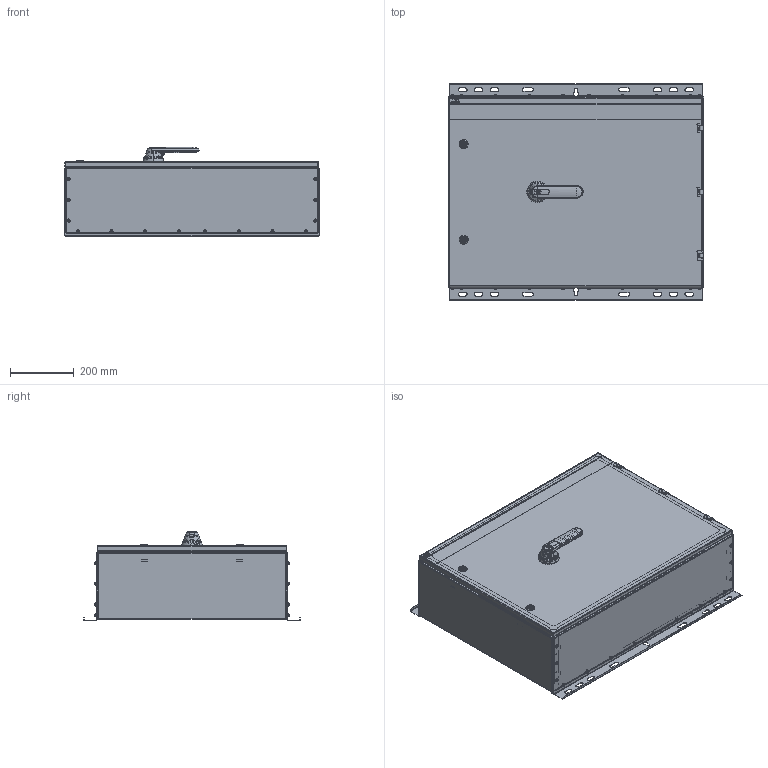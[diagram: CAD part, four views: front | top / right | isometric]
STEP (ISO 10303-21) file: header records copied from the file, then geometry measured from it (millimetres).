
FILE_DESCRIPTION((''),'2;1');
FILE_NAME('OT200KLUU6AZ_S14JPG_ASM','2018-02-28T',('FIMABER1'),(''),'CREO PARAMETRIC BY PTC INC, 2017170','CREO PARAMETRIC BY PTC INC, 2017170','');
FILE_SCHEMA(('CONFIG_CONTROL_DESIGN'));
Products named in the file (24): MSCZL862CC_OMA; MSCZK86CC_OMA; MSCZY51_OMA; FPTNM5X8X-KOM_TX; OEZXL_5_BA_1; OEZXL_5_AA_1; OEZXL_5C_1; OEZXL5_OMA_ASM; FPTTM5X12X_TORX_1; YKLW3776_OMA; OTKM862_OMA_ASM; OEZXL7_OMA; MSCZNE820CC_OMA; FPTNM5X12_TX_IDEAS_A; CXBY68341-IDEAS_; CXBY_68340_8; CXBY_68339P3_9_; 001533_1_; CXBY_68344P5_13; CXBY_68345P4_9_; SONICLOCKM4X7_5_1; OH_145J_P306_3_OMA_ASM; OH_145J_-IDEAS_OMA_ASM; OT200KLUU6AZ_S14JPG_ASM
Assembly tree (65 placements, depth 4):
  OT200KLUU6AZ_S14JPG_ASM
    OTKM862_OMA_ASM
      MSCZL862CC_OMA
      MSCZK86CC_OMA
      MSCZY51_OMA  x2
      FPTNM5X8X-KOM_TX  x4
      OEZXL5_OMA_ASM  x3
        OEZXL_5_BA_1
        OEZXL_5_AA_1
        OEZXL_5C_1
      FPTTM5X12X_TORX_1  x3
      YKLW3776_OMA
    OEZXL7_OMA  x2
    MSCZNE820CC_OMA  x2
    FPTNM5X12_TX_IDEAS_A  x32
    OH_145J_-IDEAS_OMA_ASM
      OH_145J_P306_3_OMA_ASM
        CXBY68341-IDEAS_
        CXBY_68340_8
        CXBY_68339P3_9_
        001533_1_
        CXBY_68344P5_13
        CXBY_68345P4_9_
        SONICLOCKM4X7_5_1  x2
Bounding box: 803.5 x 679.49 x 280.37 mm (x, y, z)
Volume: 3341728.5 mm3; surface area: 4070365.2 mm2
Topology: 65 solids, 67 shells, 4556 faces, 11656 edges, 7379 vertices
Faces by surface type: plane 2388, cylinder 1365, bspline 310, torus 251, cone 186, sphere 41, extrusion 15
Entity records: 162150 total; most frequent: CARTESIAN_POINT 60405, ORIENTED_EDGE 16730, DIRECTION 16116, EDGE_CURVE 8365, AXIS2_PLACEMENT_3D 5758, PRESENTATION_STYLE_ASSIGNMENT 5622, STYLED_ITEM 5438, VERTEX_POINT 5347
